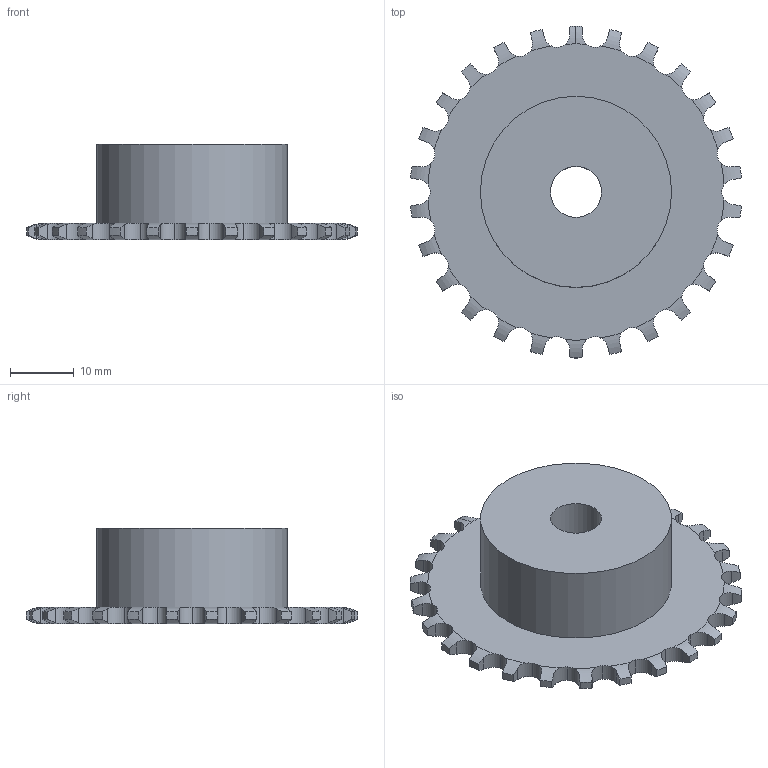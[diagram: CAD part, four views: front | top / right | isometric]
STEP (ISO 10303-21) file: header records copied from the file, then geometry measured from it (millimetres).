
FILE_DESCRIPTION(('FreeCAD Model'),'2;1');
FILE_NAME('Open CASCADE Shape Model','2021-02-25T15:57:59',( 'Simone Bignetti'),(''),'Open CASCADE STEP processor 7.4','FreeCAD', 'Unknown');
FILE_SCHEMA(('AUTOMOTIVE_DESIGN { 1 0 10303 214 1 1 1 1 }'));
Length unit declared in the file: millimetre
Products named in the file (1): Hole
Bounding box: 51.91 x 52.1 x 15 mm (x, y, z)
Volume: 12740 mm3; surface area: 5708 mm2
Topology: 1 solids, 1 shells, 189 faces, 610 edges, 424 vertices
Faces by surface type: cylinder 132, revolution 54, plane 3
Full cylindrical faces by diameter (mm): 8 x1, 30 x1
Entity records: 22267 total; most frequent: CARTESIAN_POINT 11252, DIRECTION 1803, ORIENTED_EDGE 1220, PCURVE 1220, DEFINITIONAL_REPRESENTATION 1220, LINE 722, VECTOR 722, B_SPLINE_CURVE_WITH_KNOTS 624
